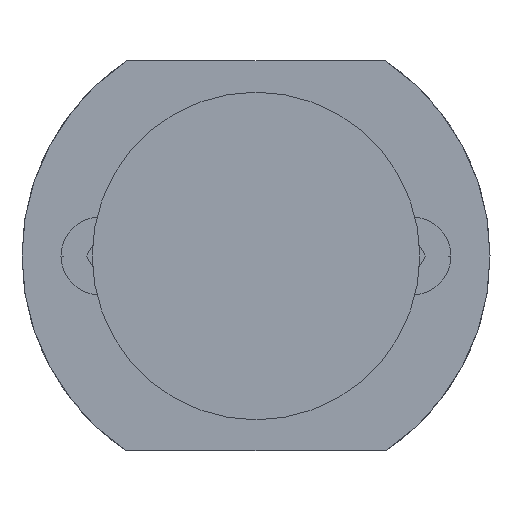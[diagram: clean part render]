
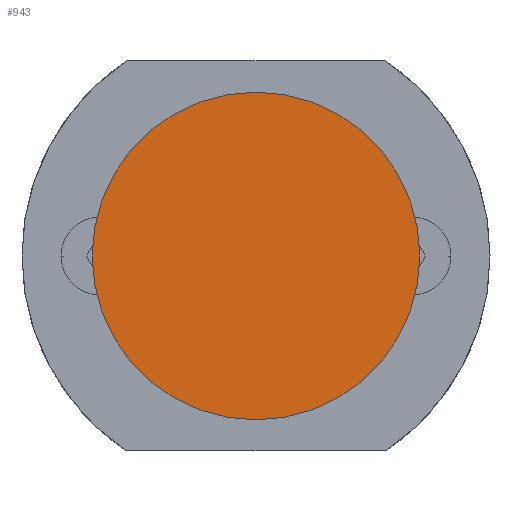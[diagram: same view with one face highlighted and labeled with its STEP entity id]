
A CAD part, front view. The second image highlights one B-rep face of the part: STEP entity #943.
In plain terms, the highlighted planar face has unit normal (0, -1, 0).
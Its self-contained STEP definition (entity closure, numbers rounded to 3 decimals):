
#617=EDGE_CURVE('',#991,#981,#1452,.T.);
#943=ADVANCED_FACE('',(#1800),#1801,.T.);
#981=VERTEX_POINT('',#1846);
#991=VERTEX_POINT('',#1857);
#1115=EDGE_CURVE('',#981,#991,#2003,.T.);
#1452=CIRCLE('',#2437,21.0);
#1800=FACE_OUTER_BOUND('',#2921,.T.);
#1801=PLANE('',#2922);
#1846=CARTESIAN_POINT('',(21.0,0.0,0.0));
#1857=CARTESIAN_POINT('',(-21.0,0.0,0.));
#2003=CIRCLE('',#3183,21.0);
#2437=AXIS2_PLACEMENT_3D('',#3580,#3581,#3582);
#2921=EDGE_LOOP('',(#3898,#3899));
#2922=AXIS2_PLACEMENT_3D('',#3900,#3901,#3902);
#3183=AXIS2_PLACEMENT_3D('',#4168,#4169,#4170);
#3580=CARTESIAN_POINT('',(0.0,0.0,0.0));
#3581=DIRECTION('',(0.0,-1.0,0.0));
#3582=DIRECTION('',(1.0,0.0,0.0));
#3898=ORIENTED_EDGE('',*,*,#1115,.T.);
#3899=ORIENTED_EDGE('',*,*,#617,.T.);
#3900=CARTESIAN_POINT('',(0.0,0.0,0.0));
#3901=DIRECTION('',(0.0,-1.0,0.0));
#3902=DIRECTION('',(-1.0,0.0,0.0));
#4168=CARTESIAN_POINT('',(0.0,0.0,0.0));
#4169=DIRECTION('',(0.0,-1.0,0.0));
#4170=DIRECTION('',(1.0,0.0,0.0));
